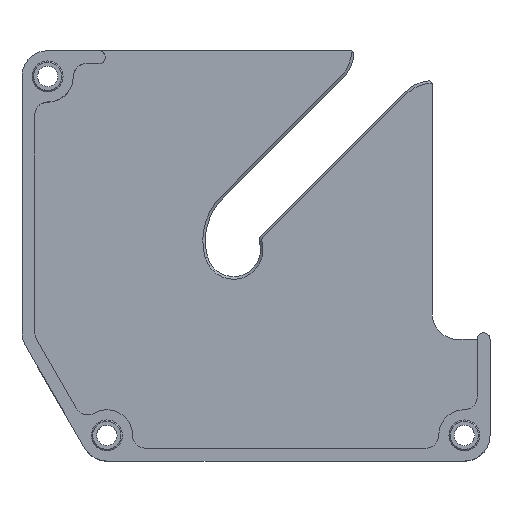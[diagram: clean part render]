
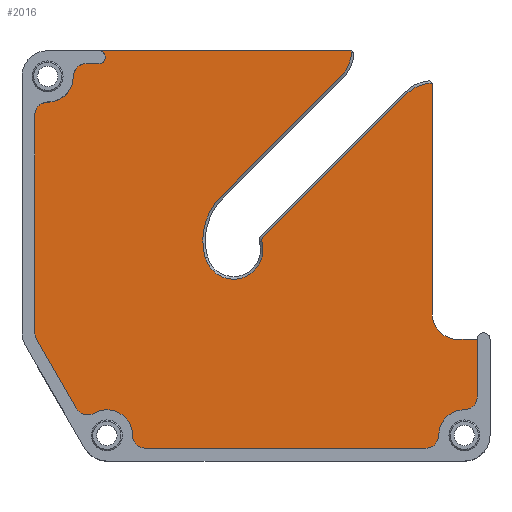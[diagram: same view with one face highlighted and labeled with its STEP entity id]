
A CAD part, top view. The second image highlights one B-rep face of the part: STEP entity #2016.
In plain terms, the highlighted planar face has unit normal (0, 0, 1).
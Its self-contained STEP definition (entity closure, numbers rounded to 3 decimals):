
#756 = VERTEX_POINT('',#757);
#757 = CARTESIAN_POINT('',(36.,-25.,4.2));
#763 = EDGE_CURVE('',#756,#764,#766,.T.);
#764 = VERTEX_POINT('',#765);
#765 = CARTESIAN_POINT('',(38.,-23.,4.2));
#766 = CIRCLE('',#767,2.);
#767 = AXIS2_PLACEMENT_3D('',#768,#769,#770);
#768 = CARTESIAN_POINT('',(36.,-23.,4.2));
#769 = DIRECTION('',(0.,0.,1.));
#770 = DIRECTION('',(1.,0.,0.));
#884 = EDGE_CURVE('',#756,#885,#887,.T.);
#885 = VERTEX_POINT('',#886);
#886 = CARTESIAN_POINT('',(32.,-29.,4.2));
#887 = CIRCLE('',#888,4.);
#888 = AXIS2_PLACEMENT_3D('',#889,#890,#891);
#889 = CARTESIAN_POINT('',(36.,-29.,4.2));
#890 = DIRECTION('',(0.,0.,1.));
#891 = DIRECTION('',(1.,0.,0.));
#934 = VERTEX_POINT('',#935);
#935 = CARTESIAN_POINT('',(30.,-31.,4.2));
#941 = EDGE_CURVE('',#934,#885,#942,.T.);
#942 = CIRCLE('',#943,2.);
#943 = AXIS2_PLACEMENT_3D('',#944,#945,#946);
#944 = CARTESIAN_POINT('',(30.,-29.,4.2));
#945 = DIRECTION('',(0.,0.,1.));
#946 = DIRECTION('',(1.,0.,0.));
#983 = VERTEX_POINT('',#984);
#984 = CARTESIAN_POINT('',(-13.762,-31.,4.2));
#990 = EDGE_CURVE('',#983,#934,#991,.T.);
#991 = LINE('',#992,#993);
#992 = CARTESIAN_POINT('',(-13.762,-31.,4.2));
#993 = VECTOR('',#994,1.);
#994 = DIRECTION('',(1.,0.,0.));
#1032 = VERTEX_POINT('',#1033);
#1033 = CARTESIAN_POINT('',(-15.762,-29.,4.2));
#1039 = EDGE_CURVE('',#1032,#983,#1040,.T.);
#1040 = CIRCLE('',#1041,2.);
#1041 = AXIS2_PLACEMENT_3D('',#1042,#1043,#1044);
#1042 = CARTESIAN_POINT('',(-13.762,-29.,4.2));
#1043 = DIRECTION('',(0.,0.,1.));
#1044 = DIRECTION('',(1.,0.,0.));
#1081 = EDGE_CURVE('',#1032,#1082,#1084,.T.);
#1082 = VERTEX_POINT('',#1083);
#1083 = CARTESIAN_POINT('',(-21.762,-25.536,4.2));
#1084 = CIRCLE('',#1085,4.);
#1085 = AXIS2_PLACEMENT_3D('',#1086,#1087,#1088);
#1086 = CARTESIAN_POINT('',(-19.762,-29.,4.2));
#1087 = DIRECTION('',(0.,0.,1.));
#1088 = DIRECTION('',(1.,0.,0.));
#1131 = VERTEX_POINT('',#1132);
#1132 = CARTESIAN_POINT('',(-24.494,-24.804,4.2));
#1138 = EDGE_CURVE('',#1131,#1082,#1139,.T.);
#1139 = CIRCLE('',#1140,2.);
#1140 = AXIS2_PLACEMENT_3D('',#1141,#1142,#1143);
#1141 = CARTESIAN_POINT('',(-22.762,-23.804,4.2));
#1142 = DIRECTION('',(0.,0.,1.));
#1143 = DIRECTION('',(1.,0.,0.));
#1164 = VERTEX_POINT('',#1165);
#1165 = CARTESIAN_POINT('',(18.393,31.,4.2));
#1171 = EDGE_CURVE('',#1172,#1164,#1174,.T.);
#1172 = VERTEX_POINT('',#1173);
#1173 = CARTESIAN_POINT('',(-21.,31.,4.2));
#1174 = LINE('',#1175,#1176);
#1175 = CARTESIAN_POINT('',(-21.,31.,4.2));
#1176 = VECTOR('',#1177,1.);
#1177 = DIRECTION('',(1.,0.,0.));
#1196 = VERTEX_POINT('',#1197);
#1197 = CARTESIAN_POINT('',(-30.732,-14.,4.2));
#1203 = EDGE_CURVE('',#1196,#1131,#1204,.T.);
#1204 = LINE('',#1205,#1206);
#1205 = CARTESIAN_POINT('',(-30.732,-14.,4.2));
#1206 = VECTOR('',#1207,1.);
#1207 = DIRECTION('',(0.5,-0.866,0.));
#1220 = VERTEX_POINT('',#1221);
#1221 = CARTESIAN_POINT('',(-21.,29.,4.2));
#1227 = EDGE_CURVE('',#1220,#1172,#1228,.T.);
#1228 = CIRCLE('',#1229,1.);
#1229 = AXIS2_PLACEMENT_3D('',#1230,#1231,#1232);
#1230 = CARTESIAN_POINT('',(-21.,30.,4.2));
#1231 = DIRECTION('',(0.,0.,1.));
#1232 = DIRECTION('',(1.,0.,0.));
#1245 = VERTEX_POINT('',#1246);
#1246 = CARTESIAN_POINT('',(-31.,-13.,4.2));
#1252 = EDGE_CURVE('',#1245,#1196,#1253,.T.);
#1253 = CIRCLE('',#1254,2.);
#1254 = AXIS2_PLACEMENT_3D('',#1255,#1256,#1257);
#1255 = CARTESIAN_POINT('',(-29.,-13.,4.2));
#1256 = DIRECTION('',(0.,0.,1.));
#1257 = DIRECTION('',(1.,0.,0.));
#1270 = EDGE_CURVE('',#1220,#1271,#1273,.T.);
#1271 = VERTEX_POINT('',#1272);
#1272 = CARTESIAN_POINT('',(-23.,29.,4.2));
#1273 = LINE('',#1274,#1275);
#1274 = CARTESIAN_POINT('',(-21.,29.,4.2));
#1275 = VECTOR('',#1276,1.);
#1276 = DIRECTION('',(-1.,0.,0.));
#1294 = VERTEX_POINT('',#1295);
#1295 = CARTESIAN_POINT('',(-31.,21.,4.2));
#1301 = EDGE_CURVE('',#1294,#1245,#1302,.T.);
#1302 = LINE('',#1303,#1304);
#1303 = CARTESIAN_POINT('',(-31.,21.,4.2));
#1304 = VECTOR('',#1305,1.);
#1305 = DIRECTION('',(0.,-1.,0.));
#1318 = EDGE_CURVE('',#1271,#1319,#1321,.T.);
#1319 = VERTEX_POINT('',#1320);
#1320 = CARTESIAN_POINT('',(-25.,27.,4.2));
#1321 = CIRCLE('',#1322,2.);
#1322 = AXIS2_PLACEMENT_3D('',#1323,#1324,#1325);
#1323 = CARTESIAN_POINT('',(-23.,27.,4.2));
#1324 = DIRECTION('',(0.,0.,1.));
#1325 = DIRECTION('',(1.,0.,0.));
#1343 = VERTEX_POINT('',#1344);
#1344 = CARTESIAN_POINT('',(-29.,23.,4.2));
#1350 = EDGE_CURVE('',#1343,#1294,#1351,.T.);
#1351 = CIRCLE('',#1352,2.);
#1352 = AXIS2_PLACEMENT_3D('',#1353,#1354,#1355);
#1353 = CARTESIAN_POINT('',(-29.,21.,4.2));
#1354 = DIRECTION('',(0.,0.,1.));
#1355 = DIRECTION('',(1.,0.,0.));
#1368 = EDGE_CURVE('',#1343,#1319,#1369,.T.);
#1369 = CIRCLE('',#1370,4.);
#1370 = AXIS2_PLACEMENT_3D('',#1371,#1372,#1373);
#1371 = CARTESIAN_POINT('',(-29.,27.,4.2));
#1372 = DIRECTION('',(0.,0.,1.));
#1373 = DIRECTION('',(1.,0.,0.));
#1783 = VERTEX_POINT('',#1784);
#1784 = CARTESIAN_POINT('',(38.,-14.,4.2));
#1986 = EDGE_CURVE('',#764,#1783,#1987,.T.);
#1987 = LINE('',#1988,#1989);
#1988 = CARTESIAN_POINT('',(38.,-23.,4.2));
#1989 = VECTOR('',#1990,1.);
#1990 = DIRECTION('',(0.,1.,0.));
#2016 = ADVANCED_FACE('',(#2017),#2120,.F.);
#2017 = FACE_BOUND('',#2018,.F.);
#2018 = EDGE_LOOP('',(#2019,#2029,#2038,#2044,#2045,#2046,#2047,#2048,
    #2049,#2050,#2051,#2052,#2053,#2054,#2055,#2056,#2057,#2058,#2059,
    #2060,#2061,#2070,#2078,#2087,#2096,#2105,#2113));
#2019 = ORIENTED_EDGE('',*,*,#2020,.T.);
#2020 = EDGE_CURVE('',#2021,#2023,#2025,.T.);
#2021 = VERTEX_POINT('',#2022);
#2022 = CARTESIAN_POINT('',(31.,25.957,4.2));
#2023 = VERTEX_POINT('',#2024);
#2024 = CARTESIAN_POINT('',(31.,-10.,4.2));
#2025 = LINE('',#2026,#2027);
#2026 = CARTESIAN_POINT('',(31.,27.,4.2));
#2027 = VECTOR('',#2028,1.);
#2028 = DIRECTION('',(0.,-1.,0.));
#2029 = ORIENTED_EDGE('',*,*,#2030,.T.);
#2030 = EDGE_CURVE('',#2023,#2031,#2033,.T.);
#2031 = VERTEX_POINT('',#2032);
#2032 = CARTESIAN_POINT('',(35.,-14.,4.2));
#2033 = CIRCLE('',#2034,4.);
#2034 = AXIS2_PLACEMENT_3D('',#2035,#2036,#2037);
#2035 = CARTESIAN_POINT('',(35.,-10.,4.2));
#2036 = DIRECTION('',(0.,0.,1.));
#2037 = DIRECTION('',(1.,0.,0.));
#2038 = ORIENTED_EDGE('',*,*,#2039,.F.);
#2039 = EDGE_CURVE('',#1783,#2031,#2040,.T.);
#2040 = LINE('',#2041,#2042);
#2041 = CARTESIAN_POINT('',(38.,-14.,4.2));
#2042 = VECTOR('',#2043,1.);
#2043 = DIRECTION('',(-1.,0.,0.));
#2044 = ORIENTED_EDGE('',*,*,#1986,.F.);
#2045 = ORIENTED_EDGE('',*,*,#763,.F.);
#2046 = ORIENTED_EDGE('',*,*,#884,.T.);
#2047 = ORIENTED_EDGE('',*,*,#941,.F.);
#2048 = ORIENTED_EDGE('',*,*,#990,.F.);
#2049 = ORIENTED_EDGE('',*,*,#1039,.F.);
#2050 = ORIENTED_EDGE('',*,*,#1081,.T.);
#2051 = ORIENTED_EDGE('',*,*,#1138,.F.);
#2052 = ORIENTED_EDGE('',*,*,#1203,.F.);
#2053 = ORIENTED_EDGE('',*,*,#1252,.F.);
#2054 = ORIENTED_EDGE('',*,*,#1301,.F.);
#2055 = ORIENTED_EDGE('',*,*,#1350,.F.);
#2056 = ORIENTED_EDGE('',*,*,#1368,.T.);
#2057 = ORIENTED_EDGE('',*,*,#1318,.F.);
#2058 = ORIENTED_EDGE('',*,*,#1270,.F.);
#2059 = ORIENTED_EDGE('',*,*,#1227,.T.);
#2060 = ORIENTED_EDGE('',*,*,#1171,.T.);
#2061 = ORIENTED_EDGE('',*,*,#2062,.F.);
#2062 = EDGE_CURVE('',#2063,#1164,#2065,.T.);
#2063 = VERTEX_POINT('',#2064);
#2064 = CARTESIAN_POINT('',(16.753,27.04,4.2));
#2065 = CIRCLE('',#2066,5.6);
#2066 = AXIS2_PLACEMENT_3D('',#2067,#2068,#2069);
#2067 = CARTESIAN_POINT('',(12.793,31.,4.2));
#2068 = DIRECTION('',(-0.,0.,1.));
#2069 = DIRECTION('',(0.707,-0.707,0.));
#2070 = ORIENTED_EDGE('',*,*,#2071,.F.);
#2071 = EDGE_CURVE('',#2072,#2063,#2074,.T.);
#2072 = VERTEX_POINT('',#2073);
#2073 = CARTESIAN_POINT('',(-1.93,8.358,4.2));
#2074 = LINE('',#2075,#2076);
#2075 = CARTESIAN_POINT('',(-1.93,8.358,4.2));
#2076 = VECTOR('',#2077,1.);
#2077 = DIRECTION('',(0.707,0.707,0.));
#2078 = ORIENTED_EDGE('',*,*,#2079,.F.);
#2079 = EDGE_CURVE('',#2080,#2072,#2082,.T.);
#2080 = VERTEX_POINT('',#2081);
#2081 = CARTESIAN_POINT('',(-4.423,-1.263,4.2));
#2082 = CIRCLE('',#2083,9.8);
#2083 = AXIS2_PLACEMENT_3D('',#2084,#2085,#2086);
#2084 = CARTESIAN_POINT('',(5.,1.428,4.2));
#2085 = DIRECTION('',(-0.,0.,-1.));
#2086 = DIRECTION('',(-0.962,-0.275,0.));
#2087 = ORIENTED_EDGE('',*,*,#2088,.F.);
#2088 = EDGE_CURVE('',#2089,#2080,#2091,.T.);
#2089 = VERTEX_POINT('',#2090);
#2090 = CARTESIAN_POINT('',(4.423,1.263,4.2));
#2091 = CIRCLE('',#2092,4.6);
#2092 = AXIS2_PLACEMENT_3D('',#2093,#2094,#2095);
#2093 = CARTESIAN_POINT('',(0.,0.,4.2));
#2094 = DIRECTION('',(0.,0.,-1.));
#2095 = DIRECTION('',(0.962,0.275,0.));
#2096 = ORIENTED_EDGE('',*,*,#2097,.F.);
#2097 = EDGE_CURVE('',#2098,#2089,#2100,.T.);
#2098 = VERTEX_POINT('',#2099);
#2099 = CARTESIAN_POINT('',(4.576,1.853,4.2));
#2100 = CIRCLE('',#2101,0.6);
#2101 = AXIS2_PLACEMENT_3D('',#2102,#2103,#2104);
#2102 = CARTESIAN_POINT('',(5.,1.428,4.2));
#2103 = DIRECTION('',(0.,0.,1.));
#2104 = DIRECTION('',(-0.707,0.707,0.));
#2105 = ORIENTED_EDGE('',*,*,#2106,.F.);
#2106 = EDGE_CURVE('',#2107,#2098,#2109,.T.);
#2107 = VERTEX_POINT('',#2108);
#2108 = CARTESIAN_POINT('',(27.04,24.317,4.2));
#2109 = LINE('',#2110,#2111);
#2110 = CARTESIAN_POINT('',(27.04,24.317,4.2));
#2111 = VECTOR('',#2112,1.);
#2112 = DIRECTION('',(-0.707,-0.707,0.));
#2113 = ORIENTED_EDGE('',*,*,#2114,.F.);
#2114 = EDGE_CURVE('',#2021,#2107,#2115,.T.);
#2115 = CIRCLE('',#2116,5.6);
#2116 = AXIS2_PLACEMENT_3D('',#2117,#2118,#2119);
#2117 = CARTESIAN_POINT('',(31.,20.357,4.2));
#2118 = DIRECTION('',(0.,-0.,1.));
#2119 = DIRECTION('',(0.,1.,0.));
#2120 = PLANE('',#2121);
#2121 = AXIS2_PLACEMENT_3D('',#2122,#2123,#2124);
#2122 = CARTESIAN_POINT('',(3.126,-0.174,4.2));
#2123 = DIRECTION('',(0.,0.,-1.));
#2124 = DIRECTION('',(-1.,0.,0.));
